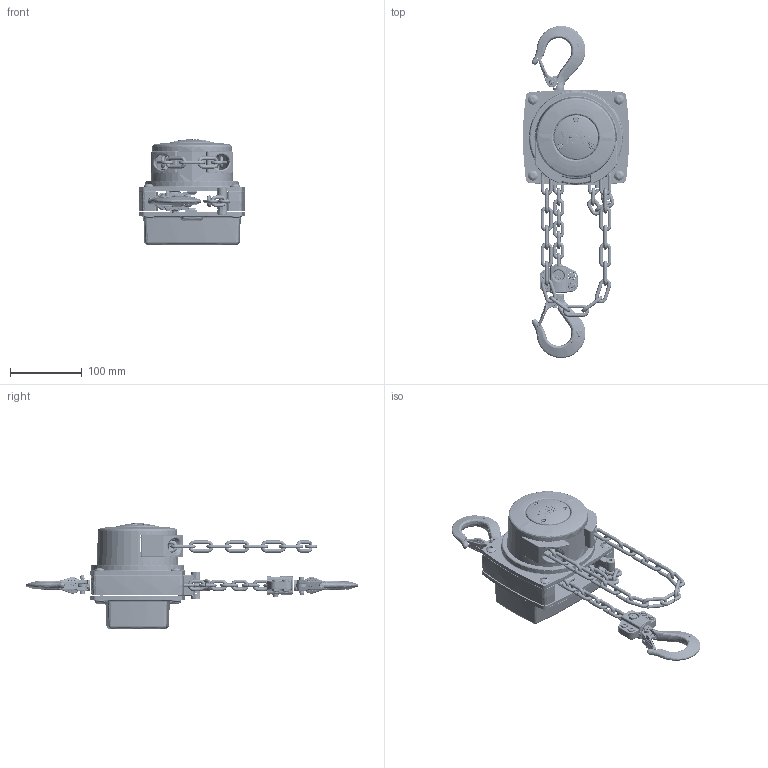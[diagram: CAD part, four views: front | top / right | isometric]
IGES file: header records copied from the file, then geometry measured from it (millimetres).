
Start section: SolidWorks IGES file using analytic representation for surfaces
Global section: file name: 04700064 YL 500.IGS; native system: SolidWorks 2015; preprocessor: SolidWorks 2015; author: sawwu; date: 180119.110248; units: millimetre
Bounding box: 148 x 462.57 x 147 mm (x, y, z)
Surface area: 254362.9 mm2 (no closed solid volume)
Topology: 0 solids, 0 shells, 2280 faces, 27175 edges, 27079 vertices
Faces by surface type: bspline 1400, revolution 880
